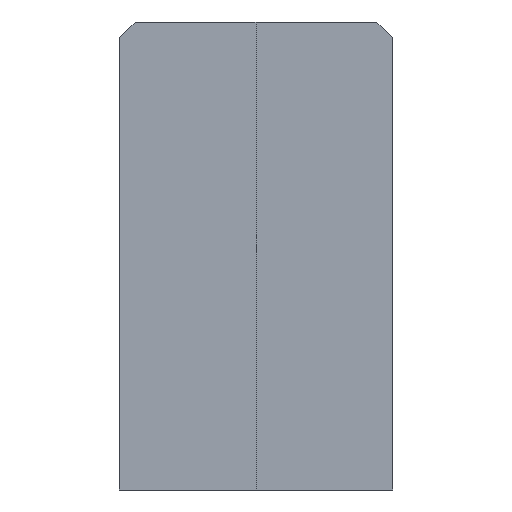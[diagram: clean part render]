
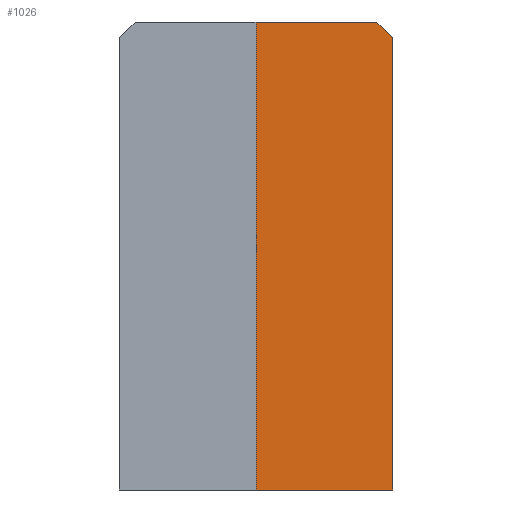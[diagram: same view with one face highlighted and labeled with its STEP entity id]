
A CAD part, front view. The second image highlights one B-rep face of the part: STEP entity #1026.
In plain terms, the highlighted planar face has unit normal (0, -1, 0).
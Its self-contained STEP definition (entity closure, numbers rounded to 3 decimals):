
#25 = FACE_OUTER_BOUND ( 'NONE', #616, .T. ) ;
#95 = CARTESIAN_POINT ( 'NONE',  ( 17.5, -100., 6.5 ) ) ;
#132 = LINE ( 'NONE', #2034, #2233 ) ;
#178 = CARTESIAN_POINT ( 'NONE',  ( 17.5, -100., 7.5 ) ) ;
#193 = EDGE_CURVE ( 'NONE', #999, #1182, #1033, .T. ) ;
#198 = DIRECTION ( 'NONE',  ( 0., 0., -1. ) ) ;
#268 = ORIENTED_EDGE ( 'NONE', *, *, #619, .F. ) ;
#308 = DIRECTION ( 'NONE',  ( -1., 0., 0. ) ) ;
#309 = EDGE_CURVE ( 'NONE', #1622, #591, #2116, .T. ) ;
#378 = VECTOR ( 'NONE', #485, 1000. ) ;
#409 = CARTESIAN_POINT ( 'NONE',  ( 8.75, -100., 7.5 ) ) ;
#473 = DIRECTION ( 'NONE',  ( -1., 0., 0. ) ) ;
#485 = DIRECTION ( 'NONE',  ( -0.707, 0., 0.707 ) ) ;
#523 = VECTOR ( 'NONE', #198, 1000. ) ;
#546 = LINE ( 'NONE', #904, #1305 ) ;
#591 = VERTEX_POINT ( 'NONE', #1004 ) ;
#616 = EDGE_LOOP ( 'NONE', ( #740, #1987, #1131, #1200, #268 ) ) ;
#619 = EDGE_CURVE ( 'NONE', #591, #1333, #132, .T. ) ;
#740 = ORIENTED_EDGE ( 'NONE', *, *, #309, .F. ) ;
#825 = CARTESIAN_POINT ( 'NONE',  ( 17.5, -100., 7.5 ) ) ;
#902 = CARTESIAN_POINT ( 'NONE',  ( 17.5, -100., 7.5 ) ) ;
#904 = CARTESIAN_POINT ( 'NONE',  ( 8.75, -100., -7.5 ) ) ;
#962 = LINE ( 'NONE', #1185, #378 ) ;
#999 = VERTEX_POINT ( 'NONE', #2120 ) ;
#1004 = CARTESIAN_POINT ( 'NONE',  ( 17.5, -100., -22.5 ) ) ;
#1026 = ADVANCED_FACE ( 'NONE', ( #25 ), #1597, .F. ) ;
#1033 = LINE ( 'NONE', #825, #2268 ) ;
#1131 = ORIENTED_EDGE ( 'NONE', *, *, #193, .T. ) ;
#1182 = VERTEX_POINT ( 'NONE', #409 ) ;
#1185 = CARTESIAN_POINT ( 'NONE',  ( 17.5, -100., 6.5 ) ) ;
#1200 = ORIENTED_EDGE ( 'NONE', *, *, #1500, .F. ) ;
#1270 = DIRECTION ( 'NONE',  ( 0., 0., 1. ) ) ;
#1305 = VECTOR ( 'NONE', #1270, 1000. ) ;
#1333 = VERTEX_POINT ( 'NONE', #1550 ) ;
#1456 = DIRECTION ( 'NONE',  ( 0., 0., 1. ) ) ;
#1500 = EDGE_CURVE ( 'NONE', #1333, #1182, #546, .T. ) ;
#1550 = CARTESIAN_POINT ( 'NONE',  ( 8.75, -100., -22.5 ) ) ;
#1588 = DIRECTION ( 'NONE',  ( 0., 1., 0. ) ) ;
#1597 = PLANE ( 'NONE',  #1833 ) ;
#1622 = VERTEX_POINT ( 'NONE', #95 ) ;
#1833 = AXIS2_PLACEMENT_3D ( 'NONE', #178, #1588, #1456 ) ;
#1987 = ORIENTED_EDGE ( 'NONE', *, *, #2263, .T. ) ;
#2034 = CARTESIAN_POINT ( 'NONE',  ( 17.5, -100., -22.5 ) ) ;
#2116 = LINE ( 'NONE', #902, #523 ) ;
#2120 = CARTESIAN_POINT ( 'NONE',  ( 16.5, -100., 7.5 ) ) ;
#2233 = VECTOR ( 'NONE', #473, 1000. ) ;
#2263 = EDGE_CURVE ( 'NONE', #1622, #999, #962, .T. ) ;
#2268 = VECTOR ( 'NONE', #308, 1000. ) ;
